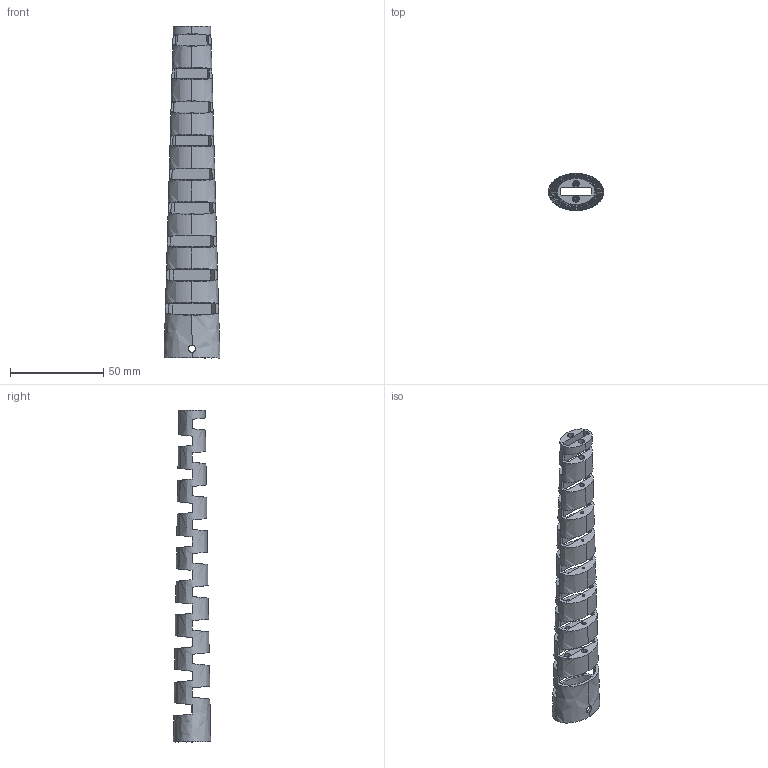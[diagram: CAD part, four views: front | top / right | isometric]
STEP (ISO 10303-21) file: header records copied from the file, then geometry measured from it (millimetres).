
FILE_DESCRIPTION (( 'STEP AP214' ), '1' );
FILE_NAME ('arm.STEP', '2024-12-19T22:57:10', ( '' ), ( '' ), 'SwSTEP 2.0', 'SolidWorks 2024', '' );
FILE_SCHEMA (( 'AUTOMOTIVE_DESIGN' ));
Length unit declared in the file: millimetre
Products named in the file (1): arm
Bounding box: 29.97 x 20 x 178 mm (x, y, z)
Volume: 20336.9 mm3; surface area: 19992 mm2
Topology: 1 solids, 1 shells, 139 faces, 524 edges, 350 vertices
Faces by surface type: plane 93, bspline 42, cylinder 4
Entity records: 11687 total; most frequent: CARTESIAN_POINT 7986, ORIENTED_EDGE 1048, EDGE_CURVE 524, B_SPLINE_CURVE_WITH_KNOTS 366, DIRECTION 352, VERTEX_POINT 350, EDGE_LOOP 178, LINE 148
